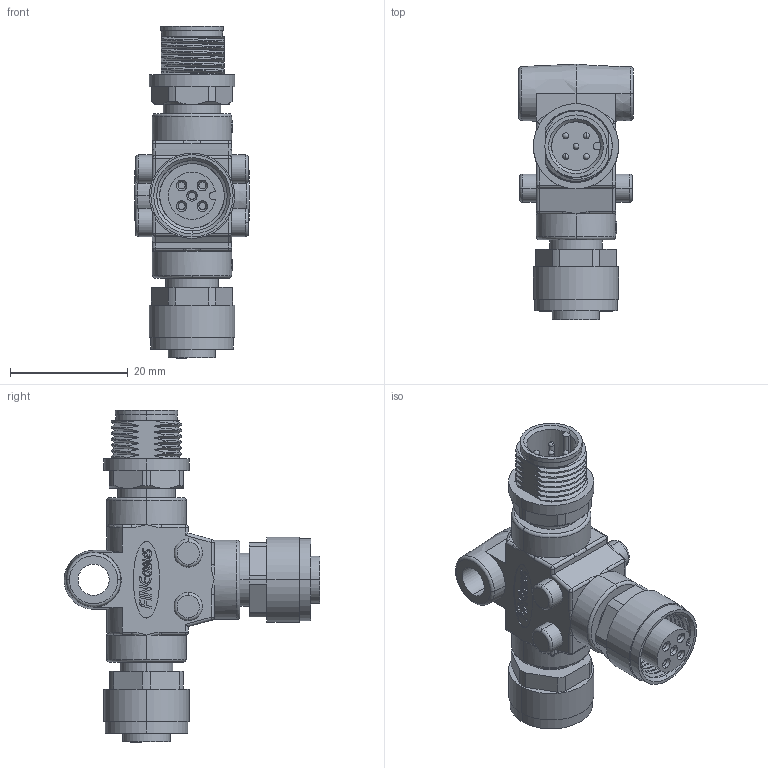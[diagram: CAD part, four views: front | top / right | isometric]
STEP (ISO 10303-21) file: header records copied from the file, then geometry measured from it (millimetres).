
FILE_DESCRIPTION (( 'STEP AP203' ), '1' );
FILE_NAME ('P262.STEP', '2020-03-31T06:50:53', ( 'edpusr' ), ( 'Microsoft' ), 'SwSTEP 2.0', 'SolidWorks 2015', '' );
FILE_SCHEMA (( 'CONFIG_CONTROL_DESIGN' ));
Length unit declared in the file: millimetre
Products named in the file (1): P262
Bounding box: 19.5 x 43.5 x 56.5 mm (x, y, z)
Volume: 11074.2 mm3; surface area: 7599.2 mm2
Topology: 4 solids, 4 shells, 869 faces, 2317 edges, 1484 vertices
Faces by surface type: plane 376, cylinder 346, bspline 72, cone 44, torus 22, sphere 9
Entity records: 36021 total; most frequent: CARTESIAN_POINT 14769, ORIENTED_EDGE 4556, DIRECTION 4333, EDGE_CURVE 2278, AXIS2_PLACEMENT_3D 1532, VERTEX_POINT 1484, LINE 1269, VECTOR 1269
